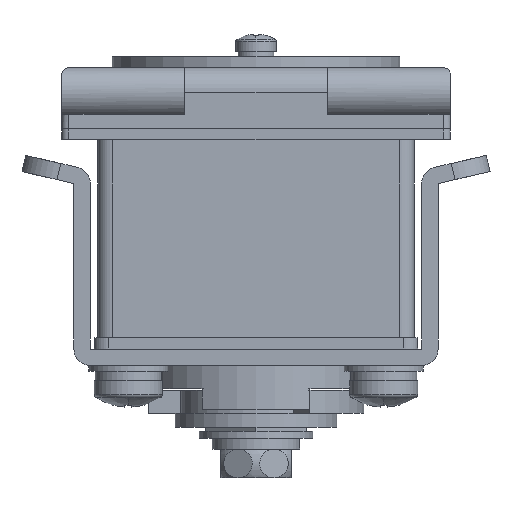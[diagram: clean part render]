
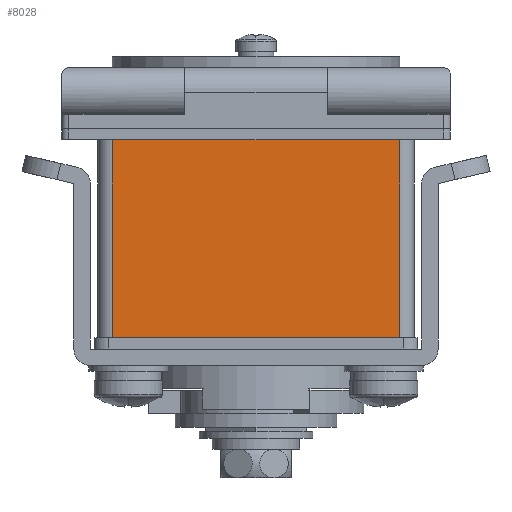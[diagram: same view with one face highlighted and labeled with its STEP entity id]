
A CAD part, front view. The second image highlights one B-rep face of the part: STEP entity #8028.
In plain terms, the highlighted planar face has unit normal (0, -1, 0).
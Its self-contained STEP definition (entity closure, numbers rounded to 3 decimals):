
#116 = CARTESIAN_POINT ( 'NONE',  ( 22., -22., -29. ) ) ;
#118 = DIRECTION ( 'NONE',  ( -1., 0., 0. ) ) ;
#177 = CARTESIAN_POINT ( 'NONE',  ( 22., -22., 0. ) ) ;
#178 = DIRECTION ( 'NONE',  ( -1., 0., 0. ) ) ;
#221 = CARTESIAN_POINT ( 'NONE',  ( -20., -22., -29. ) ) ;
#222 = DIRECTION ( 'NONE',  ( 0., 0., -1. ) ) ;
#223 = CARTESIAN_POINT ( 'NONE',  ( 20., -22., -29. ) ) ;
#224 = DIRECTION ( 'NONE',  ( 0., 0., 1. ) ) ;
#1600 = EDGE_CURVE ( 'NONE', #4243, #4245, #5762, .T. ) ;
#1622 = EDGE_CURVE ( 'NONE', #4193, #4195, #5773, .T. ) ;
#1643 = EDGE_CURVE ( 'NONE', #4195, #4245, #5792, .T. ) ;
#1644 = EDGE_CURVE ( 'NONE', #4243, #4193, #5793, .T. ) ;
#1762 = ORIENTED_EDGE ( 'NONE', *, *, #1600, .F. ) ;
#1763 = ORIENTED_EDGE ( 'NONE', *, *, #1622, .T. ) ;
#1764 = ORIENTED_EDGE ( 'NONE', *, *, #1643, .T. ) ;
#1765 = ORIENTED_EDGE ( 'NONE', *, *, #1644, .T. ) ;
#4193 = VERTEX_POINT ( 'NONE', #10655 ) ;
#4195 = VERTEX_POINT ( 'NONE', #10657 ) ;
#4243 = VERTEX_POINT ( 'NONE', #10685 ) ;
#4245 = VERTEX_POINT ( 'NONE', #10686 ) ;
#5218 = EDGE_LOOP ( 'NONE', ( #1763, #1764, #1762, #1765 ) ) ;
#5762 = LINE ( 'NONE', #116, #6359 ) ;
#5773 = LINE ( 'NONE', #177, #6391 ) ;
#5792 = LINE ( 'NONE', #221, #6414 ) ;
#5793 = LINE ( 'NONE', #223, #6415 ) ;
#6359 = VECTOR ( 'NONE', #118, 1000. ) ;
#6391 = VECTOR ( 'NONE', #178, 1000. ) ;
#6414 = VECTOR ( 'NONE', #222, 1000. ) ;
#6415 = VECTOR ( 'NONE', #224, 1000. ) ;
#8028 = ADVANCED_FACE ( 'NONE', ( #11387 ), #13203, .F. ) ;
#10655 = CARTESIAN_POINT ( 'NONE',  ( 20., -22., 0. ) ) ;
#10657 = CARTESIAN_POINT ( 'NONE',  ( -20., -22., 0. ) ) ;
#10685 = CARTESIAN_POINT ( 'NONE',  ( 20., -22., -29. ) ) ;
#10686 = CARTESIAN_POINT ( 'NONE',  ( -20., -22., -29. ) ) ;
#11387 = FACE_OUTER_BOUND ( 'NONE', #5218, .T. ) ;
#13203 = PLANE ( 'NONE',  #13478 ) ;
#13204 = CARTESIAN_POINT ( 'NONE',  ( 22., -22., -29. ) ) ;
#13205 = DIRECTION ( 'NONE',  ( 0., 1., 0. ) ) ;
#13206 = DIRECTION ( 'NONE',  ( 0., 0., 1. ) ) ;
#13478 = AXIS2_PLACEMENT_3D ( 'NONE', #13204, #13205, #13206 ) ;
